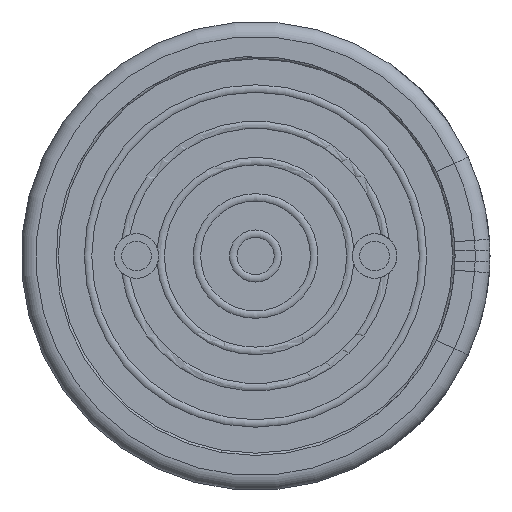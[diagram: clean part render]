
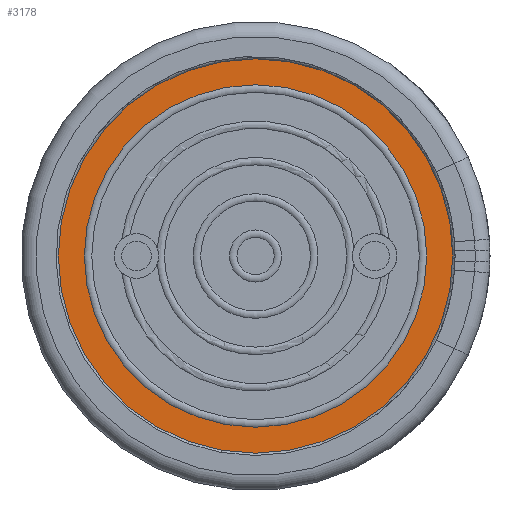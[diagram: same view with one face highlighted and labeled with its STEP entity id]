
A CAD part, front view. The second image highlights one B-rep face of the part: STEP entity #3178.
In plain terms, the highlighted planar face has unit normal (0, -1, 0).
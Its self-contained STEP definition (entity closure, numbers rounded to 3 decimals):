
#40=FACE_BOUND('',#485,.T.);
#215=PLANE('',#3550);
#338=FACE_OUTER_BOUND('',#484,.T.);
#484=EDGE_LOOP('',(#2840,#2841));
#485=EDGE_LOOP('',(#2842,#2843));
#967=CIRCLE('',#3484,2.65);
#968=CIRCLE('',#3485,2.65);
#1002=CIRCLE('',#3528,2.3);
#1003=CIRCLE('',#3529,2.3);
#1368=VERTEX_POINT('',#6075);
#1369=VERTEX_POINT('',#6077);
#1398=VERTEX_POINT('',#6159);
#1399=VERTEX_POINT('',#6160);
#1835=EDGE_CURVE('',#1368,#1369,#967,.T.);
#1836=EDGE_CURVE('',#1369,#1368,#968,.T.);
#1879=EDGE_CURVE('',#1398,#1399,#1002,.T.);
#1880=EDGE_CURVE('',#1399,#1398,#1003,.T.);
#2840=ORIENTED_EDGE('',*,*,#1836,.F.);
#2841=ORIENTED_EDGE('',*,*,#1835,.F.);
#2842=ORIENTED_EDGE('',*,*,#1879,.T.);
#2843=ORIENTED_EDGE('',*,*,#1880,.T.);
#3178=ADVANCED_FACE('',(#338,#40),#215,.T.);
#3484=AXIS2_PLACEMENT_3D('',#6078,#4241,#4242);
#3485=AXIS2_PLACEMENT_3D('',#6079,#4243,#4244);
#3528=AXIS2_PLACEMENT_3D('',#6161,#4338,#4339);
#3529=AXIS2_PLACEMENT_3D('',#6162,#4340,#4341);
#3550=AXIS2_PLACEMENT_3D('',#6196,#4385,#4386);
#4241=DIRECTION('center_axis',(0.,1.,0.));
#4242=DIRECTION('ref_axis',(1.,0.,0.));
#4243=DIRECTION('center_axis',(0.,1.,0.));
#4244=DIRECTION('ref_axis',(1.,0.,0.));
#4338=DIRECTION('center_axis',(0.,1.,0.));
#4339=DIRECTION('ref_axis',(-1.,0.,0.));
#4340=DIRECTION('center_axis',(0.,1.,0.));
#4341=DIRECTION('ref_axis',(-1.,0.,0.));
#4385=DIRECTION('center_axis',(0.,-1.,0.));
#4386=DIRECTION('ref_axis',(0.,0.,-1.));
#6075=CARTESIAN_POINT('',(-2.65,0.1,0.));
#6077=CARTESIAN_POINT('',(2.65,0.1,0.));
#6078=CARTESIAN_POINT('Origin',(0.,0.1,0.));
#6079=CARTESIAN_POINT('Origin',(0.,0.1,0.));
#6159=CARTESIAN_POINT('',(-2.3,0.1,0.));
#6160=CARTESIAN_POINT('',(2.3,0.1,0.));
#6161=CARTESIAN_POINT('Origin',(0.,0.1,0.));
#6162=CARTESIAN_POINT('Origin',(0.,0.1,0.));
#6196=CARTESIAN_POINT('Origin',(0.,0.1,0.));
